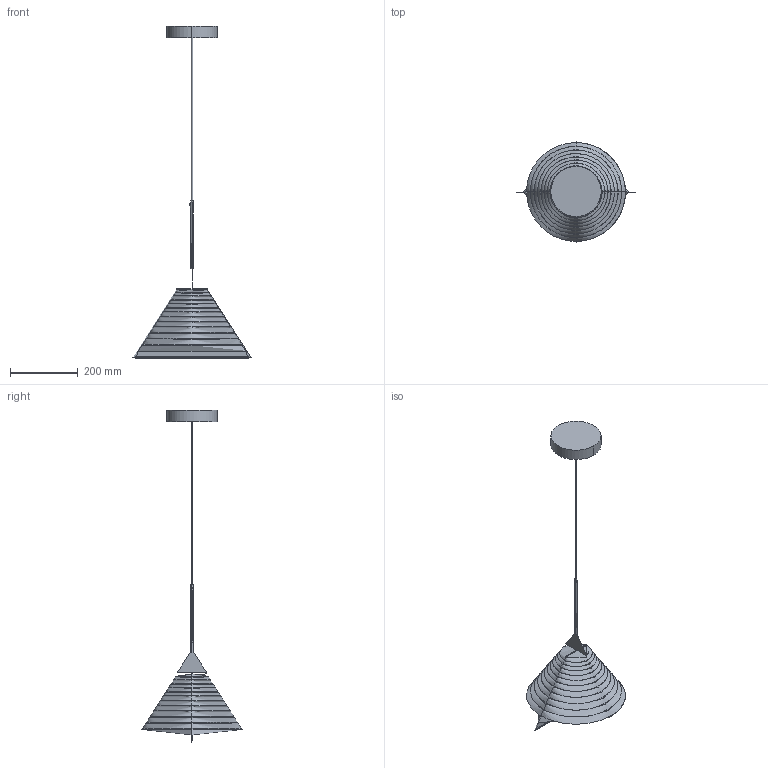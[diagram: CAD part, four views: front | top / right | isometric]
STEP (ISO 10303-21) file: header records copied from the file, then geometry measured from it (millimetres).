
FILE_DESCRIPTION(/* description */ (''),/* implementation_level */ '2;1');
FILE_NAME(/* name */ 'LOOKAT~1',/* time_stamp */ '2019-07-19T11:36:48+02:00',/* author */ (''),/* organization */ (''),/* preprocessor_version */ 'ST-DEVELOPER v15',/* originating_system */ '',/* authorisation */ '');
FILE_SCHEMA (('AUTOMOTIVE_DESIGN'));
Length unit declared in the file: millimetre
Products named in the file (2): Document; Blocco 02
Assembly tree (1 placements, depth 2):
  Document
    Blocco 02
Bounding box: 349.2 x 295.6 x 980.62 mm (x, y, z)
Volume: 595500 mm3; surface area: 506933 mm2
Topology: 4 solids, 17 shells, 156 faces, 374 edges, 241 vertices
Faces by surface type: bspline 123, plane 33
Entity records: 8322 total; most frequent: CARTESIAN_POINT 6198, ORIENTED_EDGE 688, EDGE_CURVE 372, VERTEX_POINT 241, EDGE_LOOP 174, ADVANCED_FACE 155, FACE_OUTER_BOUND 155, B_SPLINE_CURVE_WITH_KNOTS 65
